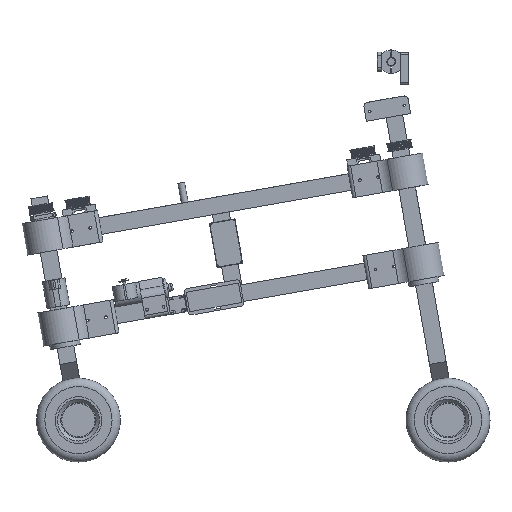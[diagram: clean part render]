
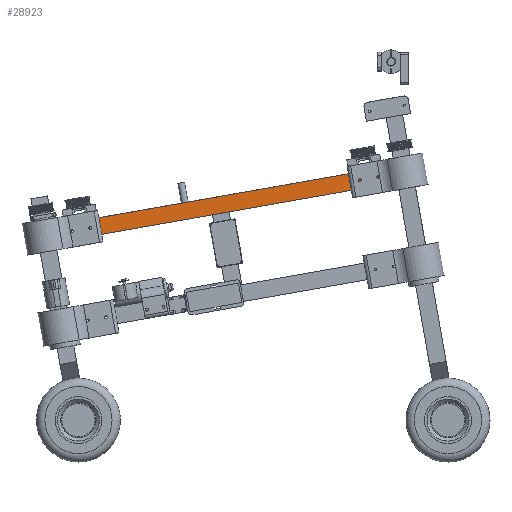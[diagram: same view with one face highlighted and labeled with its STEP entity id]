
A CAD part, front view. The second image highlights one B-rep face of the part: STEP entity #28923.
In plain terms, the highlighted planar face has unit normal (0, -1, 0).
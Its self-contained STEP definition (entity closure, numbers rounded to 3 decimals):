
#832=FACE_BOUND('',#4019,.T.);
#833=FACE_BOUND('',#4020,.T.);
#1056=PLANE('',#30696);
#2398=FACE_OUTER_BOUND('',#4018,.T.);
#4018=EDGE_LOOP('',(#20111,#20112,#20113,#20114));
#4019=EDGE_LOOP('',(#20115));
#4020=EDGE_LOOP('',(#20116));
#5832=LINE('',#40883,#8882);
#5833=LINE('',#40886,#8883);
#5834=LINE('',#40888,#8884);
#5835=LINE('',#40889,#8885);
#8882=VECTOR('',#33192,10.);
#8883=VECTOR('',#33195,10.);
#8884=VECTOR('',#33196,10.);
#8885=VECTOR('',#33197,10.);
#11936=CIRCLE('',#30690,4.);
#11938=CIRCLE('',#30693,4.);
#12664=VERTEX_POINT('',#40864);
#12666=VERTEX_POINT('',#40870);
#12668=VERTEX_POINT('',#40876);
#12671=VERTEX_POINT('',#40881);
#12672=VERTEX_POINT('',#40885);
#12673=VERTEX_POINT('',#40887);
#15604=EDGE_CURVE('',#12664,#12664,#11936,.T.);
#15607=EDGE_CURVE('',#12666,#12666,#11938,.T.);
#15613=EDGE_CURVE('',#12668,#12671,#5832,.T.);
#15614=EDGE_CURVE('',#12672,#12668,#5833,.T.);
#15615=EDGE_CURVE('',#12673,#12671,#5834,.T.);
#15616=EDGE_CURVE('',#12672,#12673,#5835,.T.);
#20111=ORIENTED_EDGE('',*,*,#15614,.T.);
#20112=ORIENTED_EDGE('',*,*,#15613,.T.);
#20113=ORIENTED_EDGE('',*,*,#15615,.F.);
#20114=ORIENTED_EDGE('',*,*,#15616,.F.);
#20115=ORIENTED_EDGE('',*,*,#15604,.T.);
#20116=ORIENTED_EDGE('',*,*,#15607,.T.);
#28923=ADVANCED_FACE('',(#2398,#832,#833),#1056,.T.);
#30690=AXIS2_PLACEMENT_3D('',#40865,#33175,#33176);
#30693=AXIS2_PLACEMENT_3D('',#40871,#33182,#33183);
#30696=AXIS2_PLACEMENT_3D('',#40884,#33193,#33194);
#33175=DIRECTION('center_axis',(0.,1.,0.));
#33176=DIRECTION('ref_axis',(1.,0.,0.));
#33182=DIRECTION('center_axis',(0.,1.,0.));
#33183=DIRECTION('ref_axis',(1.,0.,0.));
#33192=DIRECTION('',(0.985,0.,0.174));
#33193=DIRECTION('center_axis',(0.,-1.,0.));
#33194=DIRECTION('ref_axis',(0.174,0.,-0.985));
#33195=DIRECTION('',(0.174,0.,-0.985));
#33196=DIRECTION('',(0.174,0.,-0.985));
#33197=DIRECTION('',(0.985,0.,0.174));
#40864=CARTESIAN_POINT('',(-971.758,-12.5,190.359));
#40865=CARTESIAN_POINT('Origin',(-967.758,-12.5,190.359));
#40870=CARTESIAN_POINT('',(-917.593,-12.5,199.91));
#40871=CARTESIAN_POINT('Origin',(-913.593,-12.5,199.91));
#40876=CARTESIAN_POINT('',(-978.189,-12.5,163.134));
#40881=CARTESIAN_POINT('',(-52.47,-12.5,326.363));
#40883=CARTESIAN_POINT('',(-978.189,-12.5,163.134));
#40884=CARTESIAN_POINT('Origin',(-986.871,-12.5,212.374));
#40885=CARTESIAN_POINT('',(-986.871,-12.5,212.374));
#40886=CARTESIAN_POINT('',(-986.871,-12.5,212.374));
#40887=CARTESIAN_POINT('',(-61.152,-12.5,375.604));
#40888=CARTESIAN_POINT('',(-58.981,-12.5,363.294));
#40889=CARTESIAN_POINT('',(-986.871,-12.5,212.374));
